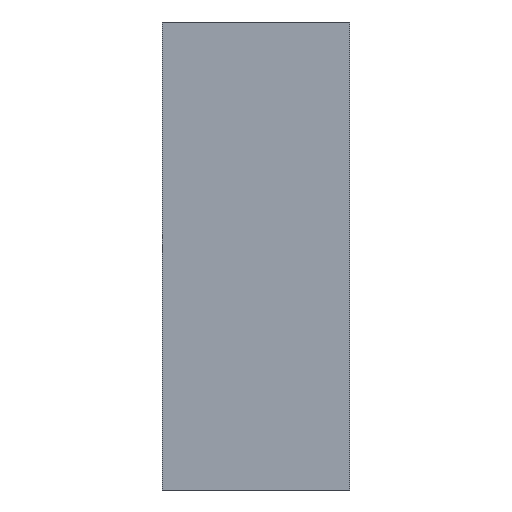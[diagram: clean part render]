
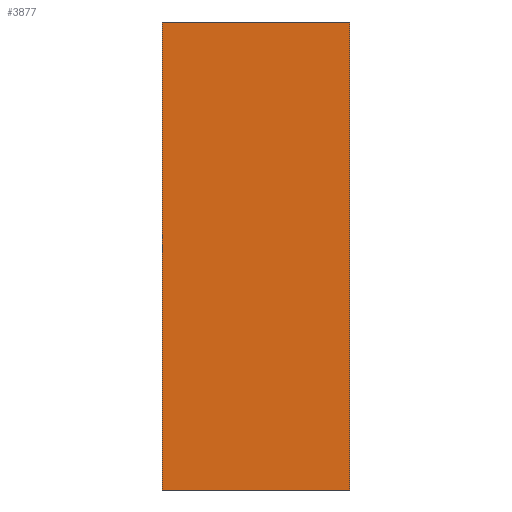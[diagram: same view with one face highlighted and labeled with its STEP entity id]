
A CAD part, left-side view. The second image highlights one B-rep face of the part: STEP entity #3877.
In plain terms, the highlighted planar face has unit normal (-1, 0, 0).
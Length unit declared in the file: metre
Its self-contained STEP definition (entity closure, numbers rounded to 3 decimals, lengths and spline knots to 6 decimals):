
#843=ORIENTED_EDGE('',*,*,#1786,.T.);
#844=ORIENTED_EDGE('',*,*,#1521,.F.);
#845=ORIENTED_EDGE('',*,*,#1347,.F.);
#846=ORIENTED_EDGE('',*,*,#1516,.T.);
#1347=EDGE_CURVE('',#1922,#1923,#2307,.T.);
#1516=EDGE_CURVE('',#1922,#2091,#2456,.T.);
#1521=EDGE_CURVE('',#1923,#2095,#2459,.T.);
#1786=EDGE_CURVE('',#2091,#2095,#2647,.T.);
#1922=VERTEX_POINT('',#5376);
#1923=VERTEX_POINT('',#5378);
#2091=VERTEX_POINT('',#5739);
#2095=VERTEX_POINT('',#5749);
#2307=LINE('',#5377,#2739);
#2456=LINE('',#5738,#2888);
#2459=LINE('',#5748,#2891);
#2647=LINE('',#6279,#3079);
#2739=VECTOR('',#4297,1.);
#2888=VECTOR('',#4490,1.);
#2891=VECTOR('',#4499,1.);
#3079=VECTOR('',#5047,1.);
#3300=EDGE_LOOP('',(#843,#844,#845,#846));
#3524=FACE_BOUND('',#3300,.T.);
#3718=PLANE('',#4167);
#3877=ADVANCED_FACE('',(#3524),#3718,.F.);
#4167=AXIS2_PLACEMENT_3D('',#6278,#5045,#5046);
#4297=DIRECTION('',(0.,0.,-1.));
#4490=DIRECTION('',(0.,1.,0.));
#4499=DIRECTION('',(0.,1.,0.));
#5045=DIRECTION('',(1.,0.,0.));
#5046=DIRECTION('',(0.,0.,-1.));
#5047=DIRECTION('',(0.,0.,-1.));
#5376=CARTESIAN_POINT('',(-0.075,-0.02,0.025));
#5377=CARTESIAN_POINT('',(-0.075,-0.02,0.));
#5378=CARTESIAN_POINT('',(-0.075,-0.02,-0.025));
#5738=CARTESIAN_POINT('',(-0.075,-0.02,0.025));
#5739=CARTESIAN_POINT('',(-0.075,0.,0.025));
#5748=CARTESIAN_POINT('',(-0.075,-0.02,-0.025));
#5749=CARTESIAN_POINT('',(-0.075,0.,-0.025));
#6278=CARTESIAN_POINT('',(-0.075,-0.02,0.));
#6279=CARTESIAN_POINT('',(-0.075,0.,0.));
